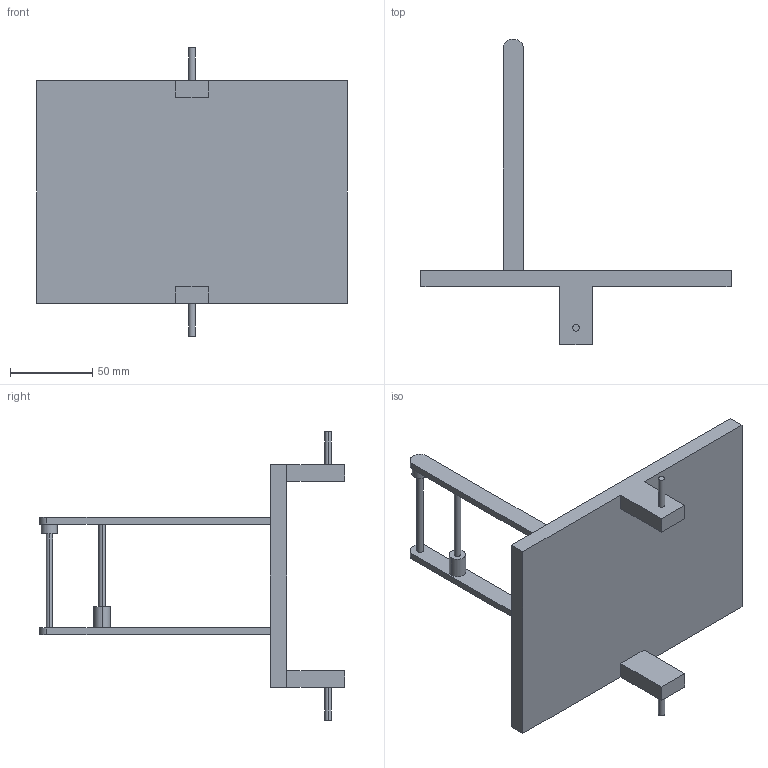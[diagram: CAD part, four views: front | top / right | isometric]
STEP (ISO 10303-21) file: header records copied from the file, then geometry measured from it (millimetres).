
FILE_DESCRIPTION (( 'STEP AP203' ), '1' );
FILE_NAME ('Chassis_Défaut_sldprt.STEP', '2021-01-17T20:16:45', ( '' ), ( '' ), 'SwSTEP 2.0', 'SolidWorks 2019', '' );
FILE_SCHEMA (( 'CONFIG_CONTROL_DESIGN' ));
Length unit declared in the file: metre
Products named in the file (1): Chassis_Défaut_sldprt
Bounding box: 188 x 185 x 175 mm (x, y, z)
Volume: 284477.5 mm3; surface area: 72685.7 mm2
Topology: 1 solids, 1 shells, 44 faces, 108 edges, 72 vertices
Faces by surface type: plane 28, cylinder 16
Entity records: 1389 total; most frequent: DIRECTION 230, CARTESIAN_POINT 225, ORIENTED_EDGE 216, EDGE_CURVE 108, AXIS2_PLACEMENT_3D 77, VECTOR 76, LINE 76, VERTEX_POINT 72
